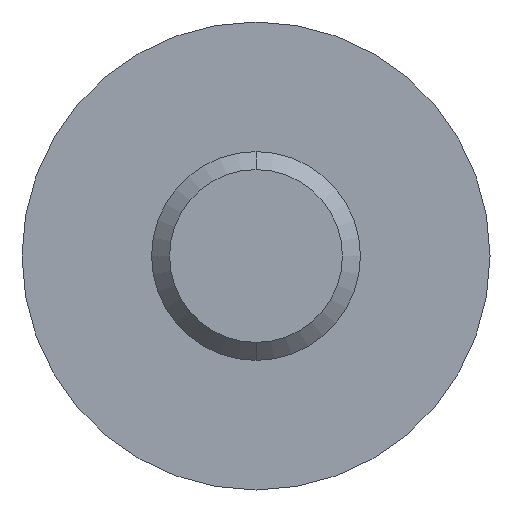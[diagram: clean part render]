
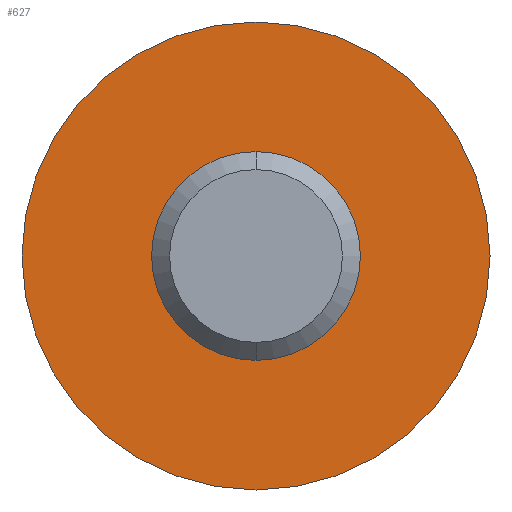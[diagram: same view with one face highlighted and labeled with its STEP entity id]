
A CAD part, front view. The second image highlights one B-rep face of the part: STEP entity #627.
In plain terms, the highlighted planar face has unit normal (0, -1, 0).
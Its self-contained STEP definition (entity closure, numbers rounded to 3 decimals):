
#18 = DIRECTION ( 'NONE',  ( 0., 0., -1. ) ) ;
#20 = DIRECTION ( 'NONE',  ( 0., 1., 0. ) ) ;
#56 = EDGE_CURVE ( 'NONE', #646, #178, #859, .T. ) ;
#70 = ORIENTED_EDGE ( 'NONE', *, *, #512, .F. ) ;
#76 = EDGE_CURVE ( 'NONE', #178, #646, #655, .T. ) ;
#134 = CARTESIAN_POINT ( 'NONE',  ( 0., -1.2, 0. ) ) ;
#140 = AXIS2_PLACEMENT_3D ( 'NONE', #803, #876, #505 ) ;
#169 = CARTESIAN_POINT ( 'NONE',  ( 0., -1.2, 0. ) ) ;
#178 = VERTEX_POINT ( 'NONE', #816 ) ;
#189 = VERTEX_POINT ( 'NONE', #236 ) ;
#204 = CARTESIAN_POINT ( 'NONE',  ( 0., -1.2, 0. ) ) ;
#227 = AXIS2_PLACEMENT_3D ( 'NONE', #337, #849, #411 ) ;
#235 = FACE_BOUND ( 'NONE', #481, .T. ) ;
#236 = CARTESIAN_POINT ( 'NONE',  ( 0., -1.2, -6.5 ) ) ;
#242 = ORIENTED_EDGE ( 'NONE', *, *, #76, .F. ) ;
#264 = PLANE ( 'NONE',  #227 ) ;
#279 = CIRCLE ( 'NONE', #742, 6.5 ) ;
#337 = CARTESIAN_POINT ( 'NONE',  ( 0., -1.2, 0. ) ) ;
#411 = DIRECTION ( 'NONE',  ( 0., 0., 1. ) ) ;
#459 = AXIS2_PLACEMENT_3D ( 'NONE', #204, #709, #946 ) ;
#481 = EDGE_LOOP ( 'NONE', ( #772, #242 ) ) ;
#505 = DIRECTION ( 'NONE',  ( 0., 0., -1. ) ) ;
#507 = FACE_OUTER_BOUND ( 'NONE', #671, .T. ) ;
#512 = EDGE_CURVE ( 'NONE', #189, #762, #279, .T. ) ;
#529 = CIRCLE ( 'NONE', #459, 6.5 ) ;
#564 = DIRECTION ( 'NONE',  ( 0., 0., -1. ) ) ;
#571 = ORIENTED_EDGE ( 'NONE', *, *, #640, .F. ) ;
#627 = ADVANCED_FACE ( 'NONE', ( #235, #507 ), #264, .F. ) ;
#637 = DIRECTION ( 'NONE',  ( 0., -1., 0. ) ) ;
#640 = EDGE_CURVE ( 'NONE', #762, #189, #529, .T. ) ;
#646 = VERTEX_POINT ( 'NONE', #930 ) ;
#655 = CIRCLE ( 'NONE', #908, 2.9 ) ;
#671 = EDGE_LOOP ( 'NONE', ( #70, #571 ) ) ;
#709 = DIRECTION ( 'NONE',  ( 0., 1., 0. ) ) ;
#742 = AXIS2_PLACEMENT_3D ( 'NONE', #169, #20, #18 ) ;
#762 = VERTEX_POINT ( 'NONE', #884 ) ;
#772 = ORIENTED_EDGE ( 'NONE', *, *, #56, .F. ) ;
#803 = CARTESIAN_POINT ( 'NONE',  ( 0., -1.2, 0. ) ) ;
#816 = CARTESIAN_POINT ( 'NONE',  ( 0., -1.2, 2.9 ) ) ;
#849 = DIRECTION ( 'NONE',  ( 0., 1., 0. ) ) ;
#859 = CIRCLE ( 'NONE', #140, 2.9 ) ;
#876 = DIRECTION ( 'NONE',  ( 0., -1., 0. ) ) ;
#884 = CARTESIAN_POINT ( 'NONE',  ( 0., -1.2, 6.5 ) ) ;
#908 = AXIS2_PLACEMENT_3D ( 'NONE', #134, #637, #564 ) ;
#930 = CARTESIAN_POINT ( 'NONE',  ( 0., -1.2, -2.9 ) ) ;
#946 = DIRECTION ( 'NONE',  ( 0., 0., -1. ) ) ;
